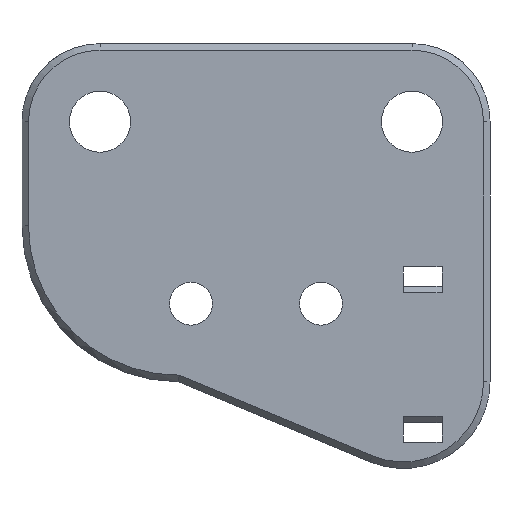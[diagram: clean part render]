
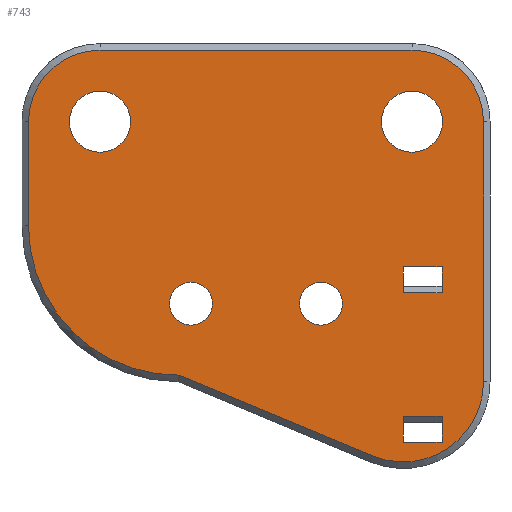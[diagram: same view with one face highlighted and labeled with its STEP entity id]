
A CAD part, left-side view. The second image highlights one B-rep face of the part: STEP entity #743.
In plain terms, the highlighted planar face has unit normal (-1, 0, 0).
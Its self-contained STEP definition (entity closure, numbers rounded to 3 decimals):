
#32=FACE_BOUND('',#120,.T.);
#33=FACE_BOUND('',#121,.T.);
#34=FACE_BOUND('',#122,.T.);
#35=FACE_BOUND('',#123,.T.);
#36=FACE_BOUND('',#124,.T.);
#37=FACE_BOUND('',#125,.T.);
#46=CIRCLE('',#800,11.5);
#47=CIRCLE('',#801,6.175);
#48=CIRCLE('',#802,5.5);
#49=CIRCLE('',#803,5.5);
#50=CIRCLE('',#804,1.65);
#51=CIRCLE('',#805,1.65);
#52=CIRCLE('',#806,2.35);
#53=CIRCLE('',#807,2.35);
#77=FACE_OUTER_BOUND('',#119,.T.);
#119=EDGE_LOOP('',(#518,#519,#520,#521,#522,#523,#524,#525));
#120=EDGE_LOOP('',(#526));
#121=EDGE_LOOP('',(#527,#528,#529,#530));
#122=EDGE_LOOP('',(#531));
#123=EDGE_LOOP('',(#532));
#124=EDGE_LOOP('',(#533,#534,#535,#536));
#125=EDGE_LOOP('',(#537));
#185=LINE('',#1118,#262);
#187=LINE('',#1125,#264);
#188=LINE('',#1129,#265);
#189=LINE('',#1133,#266);
#190=LINE('',#1136,#267);
#191=LINE('',#1140,#268);
#192=LINE('',#1142,#269);
#193=LINE('',#1143,#270);
#194=LINE('',#1150,#271);
#195=LINE('',#1152,#272);
#196=LINE('',#1154,#273);
#197=LINE('',#1155,#274);
#262=VECTOR('',#891,10.);
#264=VECTOR('',#897,10.);
#265=VECTOR('',#900,10.);
#266=VECTOR('',#903,10.);
#267=VECTOR('',#906,10.);
#268=VECTOR('',#909,10.);
#269=VECTOR('',#910,10.);
#270=VECTOR('',#911,10.);
#271=VECTOR('',#916,10.);
#272=VECTOR('',#917,10.);
#273=VECTOR('',#918,10.);
#274=VECTOR('',#919,10.);
#336=VERTEX_POINT('',#1115);
#337=VERTEX_POINT('',#1117);
#338=VERTEX_POINT('',#1121);
#339=VERTEX_POINT('',#1122);
#340=VERTEX_POINT('',#1124);
#341=VERTEX_POINT('',#1126);
#342=VERTEX_POINT('',#1128);
#343=VERTEX_POINT('',#1130);
#344=VERTEX_POINT('',#1132);
#345=VERTEX_POINT('',#1134);
#346=VERTEX_POINT('',#1137);
#347=VERTEX_POINT('',#1139);
#348=VERTEX_POINT('',#1141);
#349=VERTEX_POINT('',#1144);
#350=VERTEX_POINT('',#1146);
#351=VERTEX_POINT('',#1148);
#352=VERTEX_POINT('',#1149);
#353=VERTEX_POINT('',#1151);
#354=VERTEX_POINT('',#1153);
#355=VERTEX_POINT('',#1156);
#407=EDGE_CURVE('',#336,#337,#185,.T.);
#409=EDGE_CURVE('',#338,#339,#46,.T.);
#410=EDGE_CURVE('',#340,#338,#187,.T.);
#411=EDGE_CURVE('',#341,#340,#47,.T.);
#412=EDGE_CURVE('',#342,#341,#188,.T.);
#413=EDGE_CURVE('',#343,#342,#48,.T.);
#414=EDGE_CURVE('',#344,#343,#189,.T.);
#415=EDGE_CURVE('',#345,#344,#49,.T.);
#416=EDGE_CURVE('',#339,#345,#190,.T.);
#417=EDGE_CURVE('',#346,#346,#50,.T.);
#418=EDGE_CURVE('',#337,#347,#191,.T.);
#419=EDGE_CURVE('',#348,#336,#192,.T.);
#420=EDGE_CURVE('',#347,#348,#193,.T.);
#421=EDGE_CURVE('',#349,#349,#51,.T.);
#422=EDGE_CURVE('',#350,#350,#52,.T.);
#423=EDGE_CURVE('',#351,#352,#194,.T.);
#424=EDGE_CURVE('',#353,#351,#195,.T.);
#425=EDGE_CURVE('',#354,#353,#196,.T.);
#426=EDGE_CURVE('',#352,#354,#197,.T.);
#427=EDGE_CURVE('',#355,#355,#53,.T.);
#518=ORIENTED_EDGE('',*,*,#409,.F.);
#519=ORIENTED_EDGE('',*,*,#410,.F.);
#520=ORIENTED_EDGE('',*,*,#411,.F.);
#521=ORIENTED_EDGE('',*,*,#412,.F.);
#522=ORIENTED_EDGE('',*,*,#413,.F.);
#523=ORIENTED_EDGE('',*,*,#414,.F.);
#524=ORIENTED_EDGE('',*,*,#415,.F.);
#525=ORIENTED_EDGE('',*,*,#416,.F.);
#526=ORIENTED_EDGE('',*,*,#417,.F.);
#527=ORIENTED_EDGE('',*,*,#418,.F.);
#528=ORIENTED_EDGE('',*,*,#407,.F.);
#529=ORIENTED_EDGE('',*,*,#419,.F.);
#530=ORIENTED_EDGE('',*,*,#420,.F.);
#531=ORIENTED_EDGE('',*,*,#421,.F.);
#532=ORIENTED_EDGE('',*,*,#422,.F.);
#533=ORIENTED_EDGE('',*,*,#423,.F.);
#534=ORIENTED_EDGE('',*,*,#424,.F.);
#535=ORIENTED_EDGE('',*,*,#425,.F.);
#536=ORIENTED_EDGE('',*,*,#426,.F.);
#537=ORIENTED_EDGE('',*,*,#427,.F.);
#715=PLANE('',#799);
#743=ADVANCED_FACE('',(#77,#32,#33,#34,#35,#36,#37),#715,.F.);
#799=AXIS2_PLACEMENT_3D('',#1120,#893,#894);
#800=AXIS2_PLACEMENT_3D('',#1123,#895,#896);
#801=AXIS2_PLACEMENT_3D('',#1127,#898,#899);
#802=AXIS2_PLACEMENT_3D('',#1131,#901,#902);
#803=AXIS2_PLACEMENT_3D('',#1135,#904,#905);
#804=AXIS2_PLACEMENT_3D('',#1138,#907,#908);
#805=AXIS2_PLACEMENT_3D('',#1145,#912,#913);
#806=AXIS2_PLACEMENT_3D('',#1147,#914,#915);
#807=AXIS2_PLACEMENT_3D('',#1157,#920,#921);
#891=DIRECTION('',(0.,-1.,0.));
#893=DIRECTION('center_axis',(1.,0.,0.));
#894=DIRECTION('ref_axis',(0.,1.,0.));
#895=DIRECTION('center_axis',(1.,0.,0.));
#896=DIRECTION('ref_axis',(0.,0.,-1.));
#897=DIRECTION('',(0.,0.923,0.385));
#898=DIRECTION('center_axis',(1.,0.,0.));
#899=DIRECTION('ref_axis',(0.,-1.,0.));
#900=DIRECTION('',(0.,0.,-1.));
#901=DIRECTION('center_axis',(1.,0.,0.));
#902=DIRECTION('ref_axis',(0.,-1.,0.));
#903=DIRECTION('',(0.,-1.,0.));
#904=DIRECTION('center_axis',(1.,0.,0.));
#905=DIRECTION('ref_axis',(0.,1.,0.));
#906=DIRECTION('',(0.,0.,1.));
#907=DIRECTION('center_axis',(-1.,0.,0.));
#908=DIRECTION('ref_axis',(0.,1.,0.));
#909=DIRECTION('',(0.,0.,1.));
#910=DIRECTION('',(0.,0.,-1.));
#911=DIRECTION('',(0.,1.,0.));
#912=DIRECTION('center_axis',(-1.,0.,0.));
#913=DIRECTION('ref_axis',(0.,1.,0.));
#914=DIRECTION('center_axis',(-1.,0.,0.));
#915=DIRECTION('ref_axis',(0.,1.,0.));
#916=DIRECTION('',(0.,0.,-1.));
#917=DIRECTION('',(0.,1.,0.));
#918=DIRECTION('',(0.,0.,1.));
#919=DIRECTION('',(0.,-1.,0.));
#920=DIRECTION('center_axis',(-1.,0.,0.));
#921=DIRECTION('ref_axis',(0.,1.,0.));
#1115=CARTESIAN_POINT('',(16.75,157.181,509.542));
#1117=CARTESIAN_POINT('',(16.75,154.181,509.542));
#1118=CARTESIAN_POINT('',(16.75,162.84,509.542));
#1120=CARTESIAN_POINT('Origin',(16.75,168.5,512.363));
#1121=CARTESIAN_POINT('',(16.75,174.401,503.2));
#1122=CARTESIAN_POINT('',(16.75,186.,514.7));
#1123=CARTESIAN_POINT('Origin',(16.75,174.5,514.7));
#1124=CARTESIAN_POINT('',(16.75,159.553,497.002));
#1125=CARTESIAN_POINT('',(16.75,166.093,499.732));
#1126=CARTESIAN_POINT('',(16.75,151.,502.7));
#1127=CARTESIAN_POINT('Origin',(16.75,157.175,502.7));
#1128=CARTESIAN_POINT('',(16.75,151.,522.7));
#1129=CARTESIAN_POINT('',(16.75,151.,517.531));
#1130=CARTESIAN_POINT('',(16.75,156.5,528.2));
#1131=CARTESIAN_POINT('Origin',(16.75,156.5,522.7));
#1132=CARTESIAN_POINT('',(16.75,180.5,528.2));
#1133=CARTESIAN_POINT('',(16.75,174.5,528.2));
#1134=CARTESIAN_POINT('',(16.75,186.,522.7));
#1135=CARTESIAN_POINT('Origin',(16.75,180.5,522.7));
#1136=CARTESIAN_POINT('',(16.75,186.,513.531));
#1137=CARTESIAN_POINT('',(16.75,161.85,508.7));
#1138=CARTESIAN_POINT('Origin',(16.75,163.5,508.7));
#1139=CARTESIAN_POINT('',(16.75,154.181,511.542));
#1140=CARTESIAN_POINT('',(16.75,154.181,511.542));
#1141=CARTESIAN_POINT('',(16.75,157.181,511.542));
#1142=CARTESIAN_POINT('',(16.75,157.181,510.042));
#1143=CARTESIAN_POINT('',(16.75,157.181,511.542));
#1144=CARTESIAN_POINT('',(16.75,171.85,508.7));
#1145=CARTESIAN_POINT('Origin',(16.75,173.5,508.7));
#1146=CARTESIAN_POINT('',(16.75,154.15,522.7));
#1147=CARTESIAN_POINT('Origin',(16.75,156.5,522.7));
#1148=CARTESIAN_POINT('',(16.75,157.181,500.042));
#1149=CARTESIAN_POINT('',(16.75,157.181,498.042));
#1150=CARTESIAN_POINT('',(16.75,157.181,499.542));
#1151=CARTESIAN_POINT('',(16.75,154.181,500.042));
#1152=CARTESIAN_POINT('',(16.75,161.34,500.042));
#1153=CARTESIAN_POINT('',(16.75,154.181,498.042));
#1154=CARTESIAN_POINT('',(16.75,154.181,498.042));
#1155=CARTESIAN_POINT('',(16.75,157.181,498.042));
#1156=CARTESIAN_POINT('',(16.75,178.15,522.7));
#1157=CARTESIAN_POINT('Origin',(16.75,180.5,522.7));
